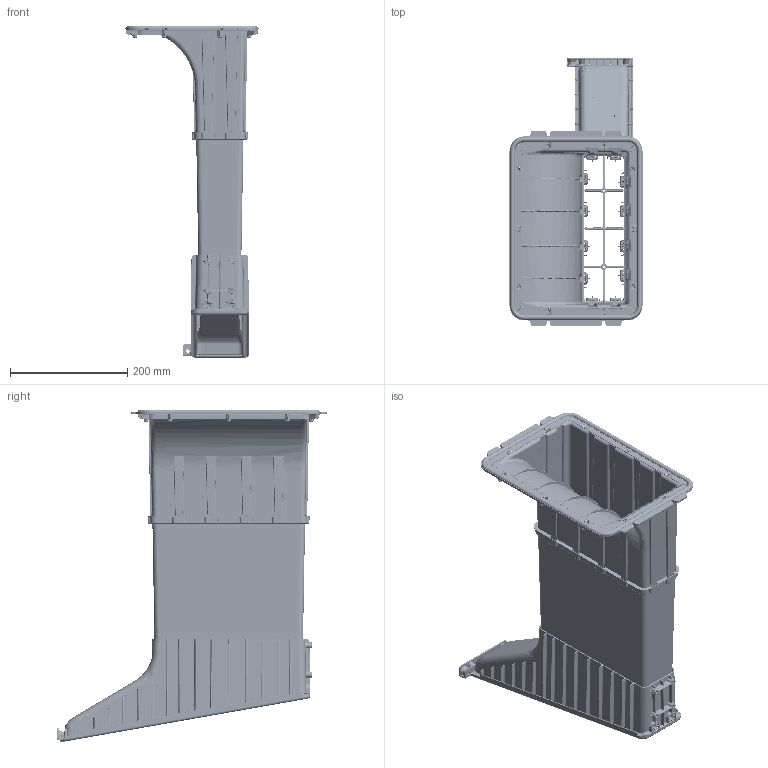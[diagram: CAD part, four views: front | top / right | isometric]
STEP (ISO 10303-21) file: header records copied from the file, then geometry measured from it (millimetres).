
FILE_DESCRIPTION((''),'2;1');
FILE_NAME('DANFOSS_IC7_AIR_DUCT_LONG','2025-01-08T13:54:53',('U388355'),('Danfoss Drives'),'CREO PARAMETRIC BY PTC INC, 2022124','CREO PARAMETRIC BY PTC INC, 2022124','');
FILE_SCHEMA(('CONFIG_CONTROL_DESIGN','GEOMETRIC_VALIDATION_PROPERTIES_MIM'));
Products named in the file (1): DANFOSS_IC7_AIR_DUCT_LONG
Bounding box: 227.28 x 459.71 x 566.88 mm (x, y, z)
Surface area: 1099443.4 mm2 (no closed solid volume)
Topology: 0 solids, 172 shells, 7725 faces, 25385 edges, 16719 vertices
Faces by surface type: cylinder 3216, bspline 2074, plane 1692, torus 407, cone 222, sphere 88, extrusion 19, revolution 7
Entity records: 436886 total; most frequent: CARTESIAN_POINT 187731, ORIENTED_EDGE 41033, DIRECTION 33469, EDGE_CURVE 25128, VERTEX_POINT 16719, AXIS2_PLACEMENT_3D 11538, VECTOR 10386, LINE 10367
